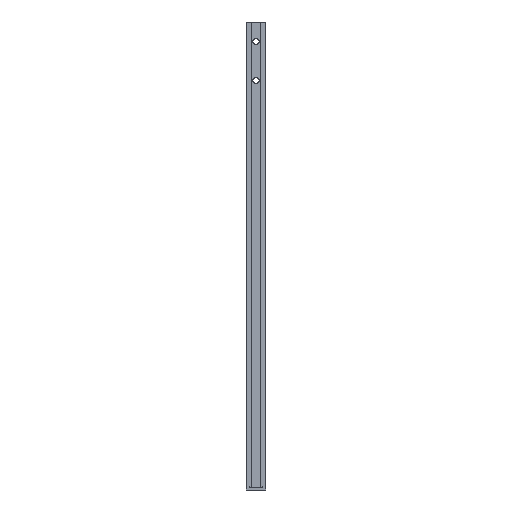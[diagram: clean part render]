
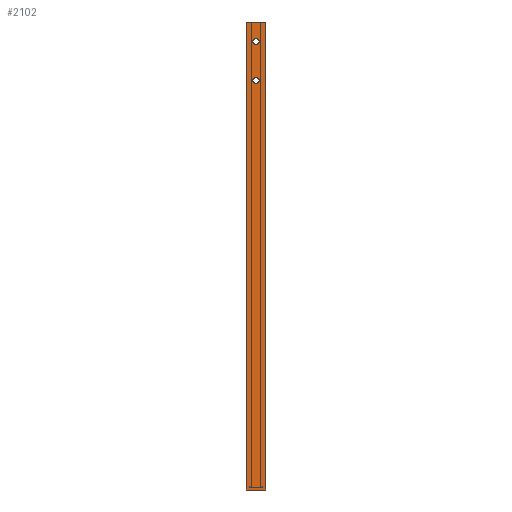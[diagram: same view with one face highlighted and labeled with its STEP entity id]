
A CAD part, left-side view. The second image highlights one B-rep face of the part: STEP entity #2102.
In plain terms, the highlighted planar face has unit normal (-1, 0, 0).
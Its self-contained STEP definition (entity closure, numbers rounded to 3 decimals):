
#2102 = ADVANCED_FACE('',(#2103,#2137,#2148),#2159,.T.);
#2103 = FACE_BOUND('',#2104,.T.);
#2104 = EDGE_LOOP('',(#2105,#2115,#2123,#2131));
#2105 = ORIENTED_EDGE('',*,*,#2106,.T.);
#2106 = EDGE_CURVE('',#2107,#2109,#2111,.T.);
#2107 = VERTEX_POINT('',#2108);
#2108 = CARTESIAN_POINT('',(-12.7,-12.7,0.));
#2109 = VERTEX_POINT('',#2110);
#2110 = CARTESIAN_POINT('',(-12.7,-12.7,609.6));
#2111 = LINE('',#2112,#2113);
#2112 = CARTESIAN_POINT('',(-12.7,-12.7,0.));
#2113 = VECTOR('',#2114,1.);
#2114 = DIRECTION('',(0.,0.,1.));
#2115 = ORIENTED_EDGE('',*,*,#2116,.T.);
#2116 = EDGE_CURVE('',#2109,#2117,#2119,.T.);
#2117 = VERTEX_POINT('',#2118);
#2118 = CARTESIAN_POINT('',(-12.7,12.7,609.6));
#2119 = LINE('',#2120,#2121);
#2120 = CARTESIAN_POINT('',(-12.7,-12.7,609.6));
#2121 = VECTOR('',#2122,1.);
#2122 = DIRECTION('',(0.,1.,0.));
#2123 = ORIENTED_EDGE('',*,*,#2124,.F.);
#2124 = EDGE_CURVE('',#2125,#2117,#2127,.T.);
#2125 = VERTEX_POINT('',#2126);
#2126 = CARTESIAN_POINT('',(-12.7,12.7,0.));
#2127 = LINE('',#2128,#2129);
#2128 = CARTESIAN_POINT('',(-12.7,12.7,0.));
#2129 = VECTOR('',#2130,1.);
#2130 = DIRECTION('',(0.,0.,1.));
#2131 = ORIENTED_EDGE('',*,*,#2132,.F.);
#2132 = EDGE_CURVE('',#2107,#2125,#2133,.T.);
#2133 = LINE('',#2134,#2135);
#2134 = CARTESIAN_POINT('',(-12.7,-12.7,0.));
#2135 = VECTOR('',#2136,1.);
#2136 = DIRECTION('',(0.,1.,0.));
#2137 = FACE_BOUND('',#2138,.T.);
#2138 = EDGE_LOOP('',(#2139));
#2139 = ORIENTED_EDGE('',*,*,#2140,.T.);
#2140 = EDGE_CURVE('',#2141,#2141,#2143,.T.);
#2141 = VERTEX_POINT('',#2142);
#2142 = CARTESIAN_POINT('',(-12.7,4.,584.2));
#2143 = CIRCLE('',#2144,4.);
#2144 = AXIS2_PLACEMENT_3D('',#2145,#2146,#2147);
#2145 = CARTESIAN_POINT('',(-12.7,0.,584.2));
#2146 = DIRECTION('',(1.,0.,0.));
#2147 = DIRECTION('',(0.,1.,0.));
#2148 = FACE_BOUND('',#2149,.T.);
#2149 = EDGE_LOOP('',(#2150));
#2150 = ORIENTED_EDGE('',*,*,#2151,.T.);
#2151 = EDGE_CURVE('',#2152,#2152,#2154,.T.);
#2152 = VERTEX_POINT('',#2153);
#2153 = CARTESIAN_POINT('',(-12.7,4.,533.4));
#2154 = CIRCLE('',#2155,4.);
#2155 = AXIS2_PLACEMENT_3D('',#2156,#2157,#2158);
#2156 = CARTESIAN_POINT('',(-12.7,0.,533.4));
#2157 = DIRECTION('',(1.,0.,0.));
#2158 = DIRECTION('',(0.,1.,0.));
#2159 = PLANE('',#2160);
#2160 = AXIS2_PLACEMENT_3D('',#2161,#2162,#2163);
#2161 = CARTESIAN_POINT('',(-12.7,-12.7,0.));
#2162 = DIRECTION('',(-1.,0.,0.));
#2163 = DIRECTION('',(0.,1.,0.));
